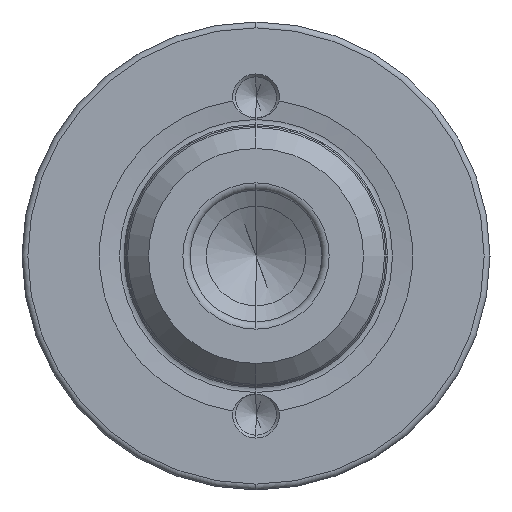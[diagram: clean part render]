
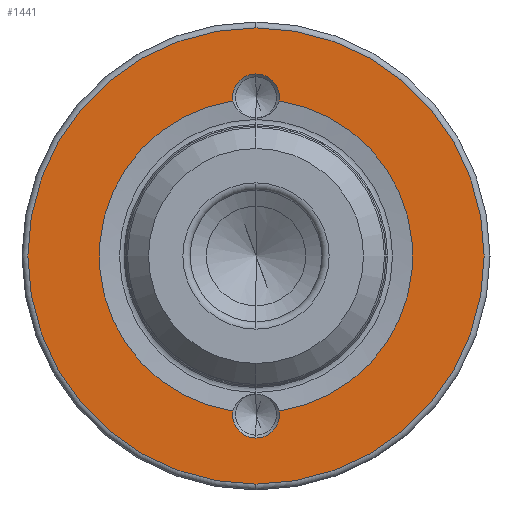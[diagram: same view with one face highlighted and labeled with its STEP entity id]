
A CAD part, left-side view. The second image highlights one B-rep face of the part: STEP entity #1441.
In plain terms, the highlighted planar face has unit normal (-1, 0, 0).
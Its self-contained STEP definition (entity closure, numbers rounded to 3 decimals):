
#5 = AXIS2_PLACEMENT_3D ( 'NONE', #520, #518, #509 ) ;
#12 = VERTEX_POINT ( 'NONE', #281 ) ;
#98 = DIRECTION ( 'NONE',  ( -1., 0., 0. ) ) ;
#149 = VERTEX_POINT ( 'NONE', #695 ) ;
#281 = CARTESIAN_POINT ( 'NONE',  ( 0., 0., 15.6 ) ) ;
#284 = CIRCLE ( 'NONE', #1021, 10.715 ) ;
#317 = EDGE_CURVE ( 'NONE', #1236, #1455, #1217, .T. ) ;
#456 = DIRECTION ( 'NONE',  ( 0., 0., 1. ) ) ;
#499 = CARTESIAN_POINT ( 'NONE',  ( 0., 0., 0. ) ) ;
#503 = EDGE_CURVE ( 'NONE', #2059, #1984, #1124, .T. ) ;
#509 = DIRECTION ( 'NONE',  ( 0., 0., 1. ) ) ;
#518 = DIRECTION ( 'NONE',  ( -1., 0., 0. ) ) ;
#520 = CARTESIAN_POINT ( 'NONE',  ( 0., 0., 10.85 ) ) ;
#532 = CIRCLE ( 'NONE', #1418, 15.6 ) ;
#534 = EDGE_CURVE ( 'NONE', #1500, #2059, #1102, .T. ) ;
#543 = EDGE_CURVE ( 'NONE', #1984, #1236, #1090, .T. ) ;
#554 = EDGE_CURVE ( 'NONE', #149, #12, #1140, .T. ) ;
#589 = AXIS2_PLACEMENT_3D ( 'NONE', #2031, #2065, #2057 ) ;
#605 = AXIS2_PLACEMENT_3D ( 'NONE', #2008, #2051, #2013 ) ;
#616 = AXIS2_PLACEMENT_3D ( 'NONE', #1981, #1991, #1989 ) ;
#633 = AXIS2_PLACEMENT_3D ( 'NONE', #1668, #1672, #1675 ) ;
#695 = CARTESIAN_POINT ( 'NONE',  ( 0., 0., -15.6 ) ) ;
#699 = VERTEX_POINT ( 'NONE', #1417 ) ;
#761 = EDGE_LOOP ( 'NONE', ( #975, #965 ) ) ;
#764 = FACE_OUTER_BOUND ( 'NONE', #761, .T. ) ;
#802 = FACE_BOUND ( 'NONE', #1543, .T. ) ;
#895 = CIRCLE ( 'NONE', #5, 1.6 ) ;
#947 = EDGE_CURVE ( 'NONE', #699, #1500, #895, .T. ) ;
#965 = ORIENTED_EDGE ( 'NONE', *, *, #554, .T. ) ;
#974 = AXIS2_PLACEMENT_3D ( 'NONE', #1567, #1617, #1630 ) ;
#975 = ORIENTED_EDGE ( 'NONE', *, *, #1935, .T. ) ;
#980 = ORIENTED_EDGE ( 'NONE', *, *, #543, .F. ) ;
#983 = ORIENTED_EDGE ( 'NONE', *, *, #317, .F. ) ;
#1000 = ORIENTED_EDGE ( 'NONE', *, *, #2029, .F. ) ;
#1009 = ORIENTED_EDGE ( 'NONE', *, *, #947, .F. ) ;
#1021 = AXIS2_PLACEMENT_3D ( 'NONE', #1903, #1898, #1897 ) ;
#1023 = ORIENTED_EDGE ( 'NONE', *, *, #534, .F. ) ;
#1026 = ORIENTED_EDGE ( 'NONE', *, *, #503, .F. ) ;
#1090 = CIRCLE ( 'NONE', #605, 1.6 ) ;
#1102 = CIRCLE ( 'NONE', #616, 1.6 ) ;
#1124 = CIRCLE ( 'NONE', #633, 10.715 ) ;
#1140 = CIRCLE ( 'NONE', #589, 15.6 ) ;
#1217 = CIRCLE ( 'NONE', #974, 1.6 ) ;
#1236 = VERTEX_POINT ( 'NONE', #2101 ) ;
#1417 = CARTESIAN_POINT ( 'NONE',  ( 0., -1.58, 10.598 ) ) ;
#1418 = AXIS2_PLACEMENT_3D ( 'NONE', #499, #98, #456 ) ;
#1441 = ADVANCED_FACE ( 'NONE', ( #802, #764 ), #1471, .F. ) ;
#1455 = VERTEX_POINT ( 'NONE', #2081 ) ;
#1471 = PLANE ( 'NONE',  #1931 ) ;
#1499 = CARTESIAN_POINT ( 'NONE',  ( 0., 1.58, -10.598 ) ) ;
#1500 = VERTEX_POINT ( 'NONE', #1763 ) ;
#1543 = EDGE_LOOP ( 'NONE', ( #1026, #1023, #1009, #1000, #983, #980 ) ) ;
#1567 = CARTESIAN_POINT ( 'NONE',  ( 0., 0., -10.85 ) ) ;
#1617 = DIRECTION ( 'NONE',  ( -1., 0., 0. ) ) ;
#1630 = DIRECTION ( 'NONE',  ( 0., 0., 1. ) ) ;
#1668 = CARTESIAN_POINT ( 'NONE',  ( 0., 0., 0. ) ) ;
#1672 = DIRECTION ( 'NONE',  ( -1., 0., 0. ) ) ;
#1675 = DIRECTION ( 'NONE',  ( 0., 0., 1. ) ) ;
#1763 = CARTESIAN_POINT ( 'NONE',  ( 0., 0., 12.45 ) ) ;
#1845 = CARTESIAN_POINT ( 'NONE',  ( 0., 1.58, 10.598 ) ) ;
#1897 = DIRECTION ( 'NONE',  ( 0., 0., 1. ) ) ;
#1898 = DIRECTION ( 'NONE',  ( -1., 0., 0. ) ) ;
#1903 = CARTESIAN_POINT ( 'NONE',  ( 0., 0., 0. ) ) ;
#1931 = AXIS2_PLACEMENT_3D ( 'NONE', #2079, #2090, #2088 ) ;
#1935 = EDGE_CURVE ( 'NONE', #12, #149, #532, .T. ) ;
#1981 = CARTESIAN_POINT ( 'NONE',  ( 0., 0., 10.85 ) ) ;
#1984 = VERTEX_POINT ( 'NONE', #1499 ) ;
#1989 = DIRECTION ( 'NONE',  ( 0., 0., 1. ) ) ;
#1991 = DIRECTION ( 'NONE',  ( -1., 0., 0. ) ) ;
#2008 = CARTESIAN_POINT ( 'NONE',  ( 0., 0., -10.85 ) ) ;
#2013 = DIRECTION ( 'NONE',  ( 0., 0., 1. ) ) ;
#2029 = EDGE_CURVE ( 'NONE', #1455, #699, #284, .T. ) ;
#2031 = CARTESIAN_POINT ( 'NONE',  ( 0., 0., 0. ) ) ;
#2051 = DIRECTION ( 'NONE',  ( -1., 0., 0. ) ) ;
#2057 = DIRECTION ( 'NONE',  ( 0., 0., 1. ) ) ;
#2059 = VERTEX_POINT ( 'NONE', #1845 ) ;
#2065 = DIRECTION ( 'NONE',  ( -1., 0., 0. ) ) ;
#2079 = CARTESIAN_POINT ( 'NONE',  ( 0., 0., -10.715 ) ) ;
#2081 = CARTESIAN_POINT ( 'NONE',  ( 0., -1.58, -10.598 ) ) ;
#2088 = DIRECTION ( 'NONE',  ( 0., 0., -1. ) ) ;
#2090 = DIRECTION ( 'NONE',  ( 1., 0., 0. ) ) ;
#2101 = CARTESIAN_POINT ( 'NONE',  ( 0., 0., -12.45 ) ) ;
